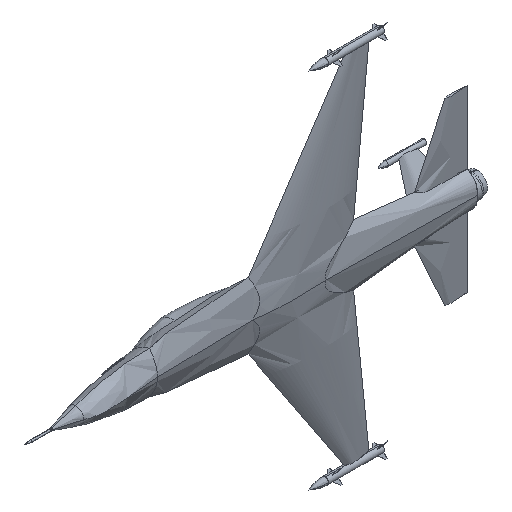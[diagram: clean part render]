
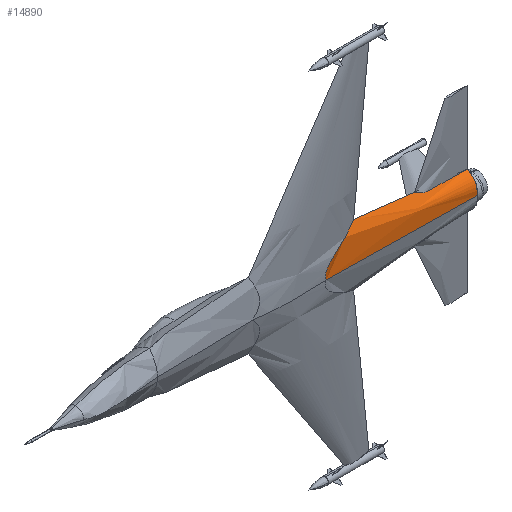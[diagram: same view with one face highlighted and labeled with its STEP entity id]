
A CAD part, isometric view. The second image highlights one B-rep face of the part: STEP entity #14890.
In plain terms, the highlighted free-form (B-spline) face has degree [3, 3] with [4, 6] control points.
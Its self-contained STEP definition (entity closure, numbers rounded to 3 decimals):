
#12398 = VERTEX_POINT('',#12399);
#12399 = CARTESIAN_POINT('',(835.098,-25.24,0.));
#13284 = EDGE_CURVE('',#12398,#13285,#13287,.T.);
#13285 = VERTEX_POINT('',#13286);
#13286 = CARTESIAN_POINT('',(1298.608,-32.94,0.));
#13287 = B_SPLINE_CURVE_WITH_KNOTS('',3,(#13288,#13289,#13290,#13291),
  .UNSPECIFIED.,.F.,.F.,(4,4),(0.53,1.),
  .PIECEWISE_BEZIER_KNOTS.);
#13288 = CARTESIAN_POINT('',(835.098,-25.24,0.));
#13289 = CARTESIAN_POINT('',(990.521,-30.66,0.));
#13290 = CARTESIAN_POINT('',(1145.582,-36.792,0.));
#13291 = CARTESIAN_POINT('',(1298.608,-32.94,0.));
#14130 = EDGE_CURVE('',#14131,#12398,#14133,.T.);
#14131 = VERTEX_POINT('',#14132);
#14132 = CARTESIAN_POINT('',(945.23,0.,
    95.078));
#14133 = B_SPLINE_CURVE_WITH_KNOTS('',3,(#14134,#14135,#14136,#14137,
    #14138,#14139,#14140,#14141,#14142,#14143,#14144,#14145,#14146,
    #14147,#14148,#14149,#14150,#14151,#14152,#14153,#14154,#14155,
    #14156,#14157,#14158,#14159,#14160,#14161,#14162,#14163,#14164,
    #14165,#14166,#14167,#14168,#14169,#14170,#14171,#14172,#14173,
    #14174,#14175),.UNSPECIFIED.,.F.,.F.,(4,2,2,2,2,2,2,2,2,2,2,2,2,2,2,
    2,2,2,2,2,4),(0.,0.02,0.04,
    0.049,0.059,0.079,
    0.089,0.099,0.109,0.114,
    0.119,0.124,0.129,0.134,
    0.136,0.139,0.144,0.148,
    0.151,0.153,0.158),.UNSPECIFIED.);
#14134 = CARTESIAN_POINT('',(945.23,0.,
    95.078));
#14135 = CARTESIAN_POINT('',(939.735,-2.5,
    92.36));
#14136 = CARTESIAN_POINT('',(934.187,-4.725,
    89.562));
#14137 = CARTESIAN_POINT('',(923.006,-8.713,
    83.827));
#14138 = CARTESIAN_POINT('',(917.373,-10.476,
    80.89));
#14139 = CARTESIAN_POINT('',(908.878,-12.831,
    76.38));
#14140 = CARTESIAN_POINT('',(906.038,-13.568,
    74.859));
#14141 = CARTESIAN_POINT('',(900.352,-14.954,
    71.781));
#14142 = CARTESIAN_POINT('',(897.512,-15.6,
    70.227));
#14143 = CARTESIAN_POINT('',(889.007,-17.418,
    65.512));
#14144 = CARTESIAN_POINT('',(883.356,-18.467,
    62.3));
#14145 = CARTESIAN_POINT('',(874.968,-19.846,
    57.304));
#14146 = CARTESIAN_POINT('',(872.187,-20.274,
    55.608));
#14147 = CARTESIAN_POINT('',(866.674,-21.071,
    52.129));
#14148 = CARTESIAN_POINT('',(863.942,-21.441,
    50.347));
#14149 = CARTESIAN_POINT('',(858.556,-22.132,
    46.651));
#14150 = CARTESIAN_POINT('',(855.902,-22.453,
    44.739));
#14151 = CARTESIAN_POINT('',(852.019,-22.902,
    41.715));
#14152 = CARTESIAN_POINT('',(850.741,-23.046,
    40.681));
#14153 = CARTESIAN_POINT('',(848.23,-23.324,
    38.545));
#14154 = CARTESIAN_POINT('',(846.996,-23.459,
    37.442));
#14155 = CARTESIAN_POINT('',(844.588,-23.718,
    35.145));
#14156 = CARTESIAN_POINT('',(843.413,-23.843,
    33.952));
#14157 = CARTESIAN_POINT('',(841.148,-24.085,
    31.436));
#14158 = CARTESIAN_POINT('',(840.076,-24.2,
    30.135));
#14159 = CARTESIAN_POINT('',(838.091,-24.416,
    27.42));
#14160 = CARTESIAN_POINT('',(837.178,-24.518,
    26.006));
#14161 = CARTESIAN_POINT('',(835.967,-24.661,
    23.772));
#14162 = CARTESIAN_POINT('',(835.59,-24.707,
    23.008));
#14163 = CARTESIAN_POINT('',(834.908,-24.793,
    21.463));
#14164 = CARTESIAN_POINT('',(834.601,-24.834,
    20.679));
#14165 = CARTESIAN_POINT('',(833.792,-24.949,
    18.293));
#14166 = CARTESIAN_POINT('',(833.4,-25.016,
    16.655));
#14167 = CARTESIAN_POINT('',(832.944,-25.127,
    13.275));
#14168 = CARTESIAN_POINT('',(832.888,-25.17,
    11.591));
#14169 = CARTESIAN_POINT('',(833.027,-25.216,
    9.072));
#14170 = CARTESIAN_POINT('',(833.111,-25.228,
    8.233));
#14171 = CARTESIAN_POINT('',(833.347,-25.246,
    6.558));
#14172 = CARTESIAN_POINT('',(833.5,-25.253,
    5.72));
#14173 = CARTESIAN_POINT('',(834.048,-25.262,
    3.231));
#14174 = CARTESIAN_POINT('',(834.529,-25.256,
    1.603));
#14175 = CARTESIAN_POINT('',(835.098,-25.24,0.));
#14890 = ADVANCED_FACE('',(#14891),#14917,.T.);
#14891 = FACE_BOUND('',#14892,.T.);
#14892 = EDGE_LOOP('',(#14893,#14908,#14909,#14910));
#14893 = ORIENTED_EDGE('',*,*,#14894,.F.);
#14894 = EDGE_CURVE('',#14131,#14895,#14897,.T.);
#14895 = VERTEX_POINT('',#14896);
#14896 = CARTESIAN_POINT('',(1298.608,0.,54.933));
#14897 = B_SPLINE_CURVE_WITH_KNOTS('',3,(#14898,#14899,#14900,#14901,
    #14902,#14903,#14904,#14905,#14906,#14907),.UNSPECIFIED.,.F.,.F.,(4,
    1,1,1,1,1,1,4),(0.642,0.671,0.725,
    0.78,0.835,0.89,0.945,1.),
  .UNSPECIFIED.);
#14898 = CARTESIAN_POINT('',(945.23,0.,
    95.078));
#14899 = CARTESIAN_POINT('',(954.522,0.,94.108));
#14900 = CARTESIAN_POINT('',(981.998,0.,91.133));
#14901 = CARTESIAN_POINT('',(1027.63,0.,85.775));
#14902 = CARTESIAN_POINT('',(1082.08,0.,79.027));
#14903 = CARTESIAN_POINT('',(1136.432,0.,72.241));
#14904 = CARTESIAN_POINT('',(1190.659,0.,65.725));
#14905 = CARTESIAN_POINT('',(1244.738,0.,59.786));
#14906 = CARTESIAN_POINT('',(1280.674,0.,56.418));
#14907 = CARTESIAN_POINT('',(1298.608,0.,54.933));
#14908 = ORIENTED_EDGE('',*,*,#14130,.T.);
#14909 = ORIENTED_EDGE('',*,*,#13284,.T.);
#14910 = ORIENTED_EDGE('',*,*,#14911,.T.);
#14911 = EDGE_CURVE('',#13285,#14895,#14912,.T.);
#14912 = B_SPLINE_CURVE_WITH_KNOTS('',3,(#14913,#14914,#14915,#14916),
  .UNSPECIFIED.,.F.,.F.,(4,4),(0.,1.),.PIECEWISE_BEZIER_KNOTS.);
#14913 = CARTESIAN_POINT('',(1298.608,-32.94,0.));
#14914 = CARTESIAN_POINT('',(1298.608,-34.267,
    25.924));
#14915 = CARTESIAN_POINT('',(1298.608,-23.287,
    44.235));
#14916 = CARTESIAN_POINT('',(1298.608,0.,54.933));
#14917 = B_SPLINE_SURFACE_WITH_KNOTS('',3,3,(
    (#14918,#14919,#14920,#14921,#14922,#14923)
    ,(#14924,#14925,#14926,#14927,#14928,#14929)
    ,(#14930,#14931,#14932,#14933,#14934,#14935)
    ,(#14936,#14937,#14938,#14939,#14940,#14941
  )),.UNSPECIFIED.,.F.,.F.,.F.,(4,4),(4,1,1,4),(0.,1.),(0.,
    0.179,0.341,1.),.UNSPECIFIED.);
#14918 = CARTESIAN_POINT('',(309.972,0.,65.582));
#14919 = CARTESIAN_POINT('',(366.931,0.,87.102));
#14920 = CARTESIAN_POINT('',(480.296,0.,87.617));
#14921 = CARTESIAN_POINT('',(809.371,0.,130.646));
#14922 = CARTESIAN_POINT('',(1083.394,0.,72.754));
#14923 = CARTESIAN_POINT('',(1298.608,0.,54.933));
#14924 = CARTESIAN_POINT('',(309.972,-14.227,
    45.948));
#14925 = CARTESIAN_POINT('',(367.553,-13.363,
    60.617));
#14926 = CARTESIAN_POINT('',(480.562,-12.9,
    61.573));
#14927 = CARTESIAN_POINT('',(810.153,-16.02,
    92.054));
#14928 = CARTESIAN_POINT('',(1083.593,-23.681,
    54.933));
#14929 = CARTESIAN_POINT('',(1298.608,-23.287,
    44.235));
#14930 = CARTESIAN_POINT('',(309.972,-22.552,
    24.088));
#14931 = CARTESIAN_POINT('',(368.175,-20.441,
    31.583));
#14932 = CARTESIAN_POINT('',(480.827,-18.786,
    32.367));
#14933 = CARTESIAN_POINT('',(810.934,-22.891,
    48.505));
#14934 = CARTESIAN_POINT('',(1083.791,-36.462,
    30.681));
#14935 = CARTESIAN_POINT('',(1298.608,-34.267,
    25.924));
#14936 = CARTESIAN_POINT('',(309.972,-24.973,0.));
#14937 = CARTESIAN_POINT('',(368.797,-21.232,0.));
#14938 = CARTESIAN_POINT('',(481.092,-17.657,0.));
#14939 = CARTESIAN_POINT('',(811.715,-20.614,0.));
#14940 = CARTESIAN_POINT('',(1083.99,-38.342,0.));
#14941 = CARTESIAN_POINT('',(1298.608,-32.94,0.));
